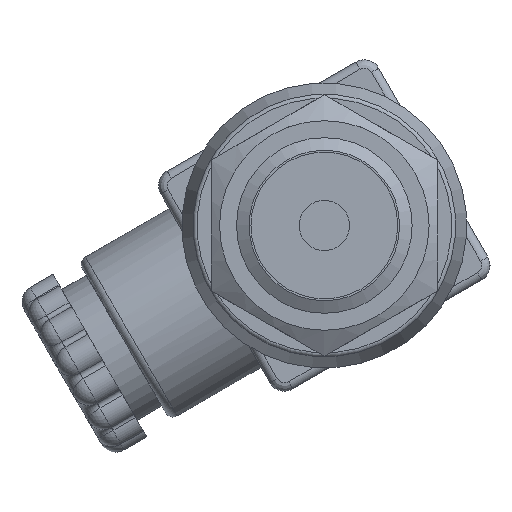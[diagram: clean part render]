
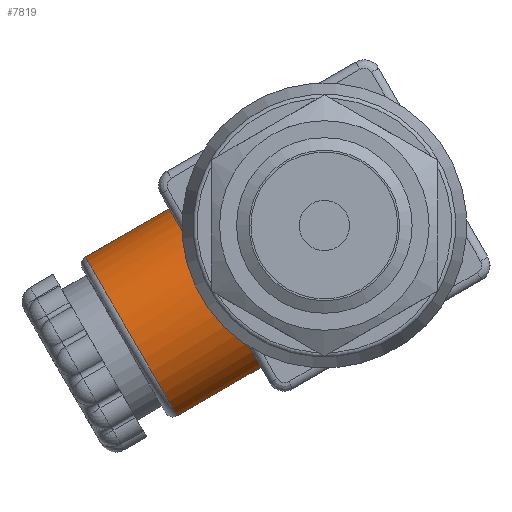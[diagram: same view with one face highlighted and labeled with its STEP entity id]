
A CAD part, front view. The second image highlights one B-rep face of the part: STEP entity #7819.
In plain terms, the highlighted cylindrical face has radius 10.95 mm (diameter 21.9 mm), a full revolution.
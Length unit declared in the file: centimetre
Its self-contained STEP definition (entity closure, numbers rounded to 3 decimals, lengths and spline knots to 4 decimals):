
#335=CYLINDRICAL_SURFACE('',#8679,1.095);
#630=B_SPLINE_CURVE_WITH_KNOTS('',3,(#15125,#15126,#15127,#15128,#15129,
#15130,#15131,#15132,#15133,#15134,#15135,#15136,#15137),.UNSPECIFIED.,
 .F.,.F.,(4,3,3,3,4),(-1.2115,-0.8256,-0.5594,
-0.3286,0.),.UNSPECIFIED.);
#654=FACE_BOUND('',#1491,.T.);
#986=FACE_OUTER_BOUND('',#1490,.T.);
#1490=EDGE_LOOP('',(#6242));
#1491=EDGE_LOOP('',(#6243,#6244));
#2663=CIRCLE('',#8677,1.095);
#2665=CIRCLE('',#8680,1.095);
#3389=VERTEX_POINT('',#15015);
#3390=VERTEX_POINT('',#15017);
#3391=VERTEX_POINT('',#15160);
#4368=EDGE_CURVE('',#3389,#3390,#2663,.T.);
#4370=EDGE_CURVE('',#3390,#3389,#630,.T.);
#4372=EDGE_CURVE('',#3391,#3391,#2665,.T.);
#6242=ORIENTED_EDGE('',*,*,#4372,.F.);
#6243=ORIENTED_EDGE('',*,*,#4368,.F.);
#6244=ORIENTED_EDGE('',*,*,#4370,.F.);
#7819=ADVANCED_FACE('',(#986,#654),#335,.T.);
#8677=AXIS2_PLACEMENT_3D('',#15018,#10566,#10567);
#8679=AXIS2_PLACEMENT_3D('',#15159,#10570,#10571);
#8680=AXIS2_PLACEMENT_3D('',#15161,#10572,#10573);
#10566=DIRECTION('center_axis',(0.866,0.,
0.5));
#10567=DIRECTION('ref_axis',(0.,-1.,0.));
#10570=DIRECTION('center_axis',(-0.866,0.,
-0.5));
#10571=DIRECTION('ref_axis',(0.5,0.,-0.866));
#10572=DIRECTION('center_axis',(-0.866,0.,
-0.5));
#10573=DIRECTION('ref_axis',(0.5,0.,-0.866));
#15015=CARTESIAN_POINT('',(-1.5499,9.0221,-0.2854));
#15017=CARTESIAN_POINT('',(-1.0271,9.0221,-1.1909));
#15018=CARTESIAN_POINT('Origin',(-1.2885,8.06,-0.7382));
#15125=CARTESIAN_POINT('Ctrl Pts',(-1.0271,9.0221,-1.1909));
#15126=CARTESIAN_POINT('Ctrl Pts',(-1.0789,9.0784,-1.1012));
#15127=CARTESIAN_POINT('Ctrl Pts',(-1.1051,9.1169,-0.9881));
#15128=CARTESIAN_POINT('Ctrl Pts',(-1.1315,9.1373,-0.874));
#15129=CARTESIAN_POINT('Ctrl Pts',(-1.1497,9.1514,-0.7952));
#15130=CARTESIAN_POINT('Ctrl Pts',(-1.1654,9.1573,-0.7112));
#15131=CARTESIAN_POINT('Ctrl Pts',(-1.2158,9.1542,-0.6474));
#15132=CARTESIAN_POINT('Ctrl Pts',(-1.2596,9.1515,-0.592));
#15133=CARTESIAN_POINT('Ctrl Pts',(-1.315,9.1424,-0.5466));
#15134=CARTESIAN_POINT('Ctrl Pts',(-1.3654,9.1271,-0.4988));
#15135=CARTESIAN_POINT('Ctrl Pts',(-1.4371,9.1053,-0.4309));
#15136=CARTESIAN_POINT('Ctrl Pts',(-1.5059,9.0701,-0.3618));
#15137=CARTESIAN_POINT('Ctrl Pts',(-1.5499,9.0221,-0.2854));
#15159=CARTESIAN_POINT('Origin',(-1.2019,8.06,-0.6882));
#15160=CARTESIAN_POINT('',(-2.8493,8.06,-0.3749));
#15161=CARTESIAN_POINT('Origin',(-2.3018,8.06,-1.3232));
